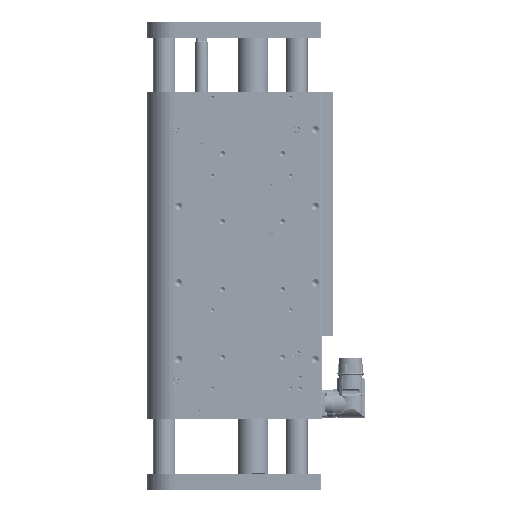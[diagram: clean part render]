
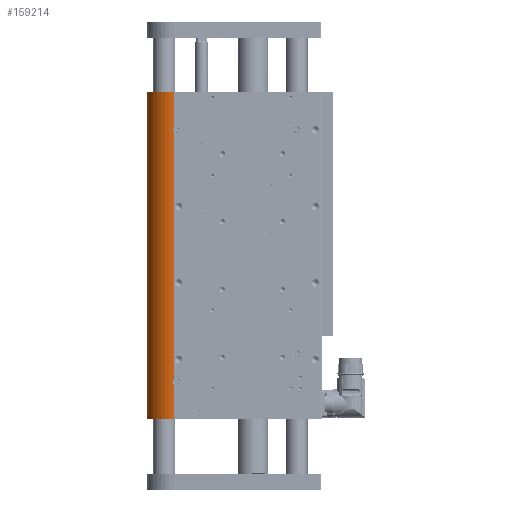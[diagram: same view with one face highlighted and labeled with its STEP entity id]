
A CAD part, left-side view. The second image highlights one B-rep face of the part: STEP entity #159214.
In plain terms, the highlighted cylindrical face has radius 25 mm (diameter 50 mm), a partial arc.
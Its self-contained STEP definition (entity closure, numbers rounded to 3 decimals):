
#1158 = CARTESIAN_POINT ( 'NONE',  ( -24.96, 73.415, 265.155 ) ) ;
#2915 = CARTESIAN_POINT ( 'NONE',  ( -24.958, 73.448, 263.973 ) ) ;
#4668 = B_SPLINE_CURVE_WITH_KNOTS ( 'NONE', 3,
 ( #84249, #109392, #71693, #16330, #70820, #125385, #163818, #2915, #95960, #150397, #57411, #123598, #1158, #112057, #55678, #143167, #50833, #18945, #37447, #155652 ),
 .UNSPECIFIED., .F., .F.,
 ( 4, 2, 2, 2, 2, 2, 2, 2, 2, 4 ),
 ( 0., 0.001, 0.002, 0.003, 0.003, 0.004, 0.004, 0.005, 0.006, 0.006 ),
 .UNSPECIFIED. ) ;
#9766 = ORIENTED_EDGE ( 'NONE', *, *, #114921, .T. ) ;
#11852 = EDGE_LOOP ( 'NONE', ( #74071, #162491, #68180, #88066, #45896, #82882, #173606, #9766 ) ) ;
#14348 = VERTEX_POINT ( 'NONE', #35877 ) ;
#16330 = CARTESIAN_POINT ( 'NONE',  ( -24.988, 72.807, 262.545 ) ) ;
#18945 = CARTESIAN_POINT ( 'NONE',  ( -24.997, 72.441, 266.831 ) ) ;
#25165 = DIRECTION ( 'NONE',  ( 0., 0., 1. ) ) ;
#33733 = DIRECTION ( 'NONE',  ( 0., 0., -1. ) ) ;
#35400 = EDGE_CURVE ( 'NONE', #122030, #95719, #83670, .T. ) ;
#35877 = CARTESIAN_POINT ( 'NONE',  ( -25., 72., 0. ) ) ;
#36409 = DIRECTION ( 'NONE',  ( 1., 0., 0. ) ) ;
#37447 = CARTESIAN_POINT ( 'NONE',  ( -25., 72.23, 266.996 ) ) ;
#37958 = CARTESIAN_POINT ( 'NONE',  ( -24.971, 73.22, 33.218 ) ) ;
#45896 = ORIENTED_EDGE ( 'NONE', *, *, #61938, .T. ) ;
#48281 = AXIS2_PLACEMENT_3D ( 'NONE', #66728, #161494, #36409 ) ;
#49587 = CARTESIAN_POINT ( 'NONE',  ( -25., 72.23, 36.996 ) ) ;
#50091 = VERTEX_POINT ( 'NONE', #129660 ) ;
#50460 = CARTESIAN_POINT ( 'NONE',  ( -24.982, 72.964, 36.244 ) ) ;
#50833 = CARTESIAN_POINT ( 'NONE',  ( -24.988, 72.807, 266.455 ) ) ;
#51373 = CARTESIAN_POINT ( 'NONE',  ( -24.997, 72.441, 36.831 ) ) ;
#51448 = CARTESIAN_POINT ( 'NONE',  ( 0., 72., 299. ) ) ;
#51485 = AXIS2_PLACEMENT_3D ( 'NONE', #93097, #25165, #104786 ) ;
#54455 = LINE ( 'NONE', #123257, #117194 ) ;
#55678 = CARTESIAN_POINT ( 'NONE',  ( -24.97, 73.221, 265.78 ) ) ;
#56743 = VERTEX_POINT ( 'NONE', #156852 ) ;
#57073 = DIRECTION ( 'NONE',  ( 0., 0., -1. ) ) ;
#57411 = CARTESIAN_POINT ( 'NONE',  ( -24.957, 73.473, 264.762 ) ) ;
#60929 = EDGE_CURVE ( 'NONE', #56743, #14348, #146273, .T. ) ;
#61938 = EDGE_CURVE ( 'NONE', #167528, #86564, #54455, .T. ) ;
#66728 = CARTESIAN_POINT ( 'NONE',  ( 0., 72., 0. ) ) ;
#68180 = ORIENTED_EDGE ( 'NONE', *, *, #35400, .F. ) ;
#70820 = CARTESIAN_POINT ( 'NONE',  ( -24.982, 72.963, 262.756 ) ) ;
#71402 = CIRCLE ( 'NONE', #51485, 25. ) ;
#71693 = CARTESIAN_POINT ( 'NONE',  ( -24.997, 72.438, 262.166 ) ) ;
#74036 = CIRCLE ( 'NONE', #48281, 25. ) ;
#74071 = ORIENTED_EDGE ( 'NONE', *, *, #109347, .F. ) ;
#75520 = CARTESIAN_POINT ( 'NONE',  ( -24.97, 73.221, 35.78 ) ) ;
#77517 = EDGE_CURVE ( 'NONE', #86564, #14348, #74036, .T. ) ;
#78136 = CARTESIAN_POINT ( 'NONE',  ( -24.957, 73.473, 34.762 ) ) ;
#79017 = CARTESIAN_POINT ( 'NONE',  ( -24.988, 72.807, 32.545 ) ) ;
#79105 = FACE_OUTER_BOUND ( 'NONE', #11852, .T. ) ;
#81102 = B_SPLINE_CURVE_WITH_KNOTS ( 'NONE', 3,
 ( #99768, #167640, #86288, #79017, #116689, #37958, #119277, #133577, #132691, #170239, #78136, #130955, #91569, #172917, #75520, #50460, #173802, #51373, #49587, #102391 ),
 .UNSPECIFIED., .F., .F.,
 ( 4, 2, 2, 2, 2, 2, 2, 2, 2, 4 ),
 ( 0., 0.001, 0.002, 0.003, 0.003, 0.004, 0.004, 0.005, 0.006, 0.006 ),
 .UNSPECIFIED. ) ;
#82882 = ORIENTED_EDGE ( 'NONE', *, *, #77517, .T. ) ;
#83670 = LINE ( 'NONE', #98018, #98051 ) ;
#84249 = CARTESIAN_POINT ( 'NONE',  ( -25., 72., 261.873 ) ) ;
#86288 = CARTESIAN_POINT ( 'NONE',  ( -24.997, 72.438, 32.166 ) ) ;
#86564 = VERTEX_POINT ( 'NONE', #104368 ) ;
#88066 = ORIENTED_EDGE ( 'NONE', *, *, #125635, .F. ) ;
#91569 = CARTESIAN_POINT ( 'NONE',  ( -24.96, 73.415, 35.155 ) ) ;
#93059 = CARTESIAN_POINT ( 'NONE',  ( -25., 72., 261.873 ) ) ;
#93097 = CARTESIAN_POINT ( 'NONE',  ( 0., 72., 299. ) ) ;
#95719 = VERTEX_POINT ( 'NONE', #166087 ) ;
#95960 = CARTESIAN_POINT ( 'NONE',  ( -24.956, 73.481, 264.239 ) ) ;
#98018 = CARTESIAN_POINT ( 'NONE',  ( -25., 72., 299. ) ) ;
#98051 = VECTOR ( 'NONE', #165893, 1000. ) ;
#99768 = CARTESIAN_POINT ( 'NONE',  ( -25., 72., 31.873 ) ) ;
#100035 = VECTOR ( 'NONE', #140780, 1000. ) ;
#102391 = CARTESIAN_POINT ( 'NONE',  ( -25., 72., 37.127 ) ) ;
#104267 = CYLINDRICAL_SURFACE ( 'NONE', #175862, 25. ) ;
#104368 = CARTESIAN_POINT ( 'NONE',  ( 25., 72., 0. ) ) ;
#104786 = DIRECTION ( 'NONE',  ( 1., 0., 0. ) ) ;
#105243 = CARTESIAN_POINT ( 'NONE',  ( -25., 72., 299. ) ) ;
#106038 = DIRECTION ( 'NONE',  ( -1., 0., 0. ) ) ;
#106917 = DIRECTION ( 'NONE',  ( 0., 0., -1. ) ) ;
#109347 = EDGE_CURVE ( 'NONE', #158032, #50091, #139909, .T. ) ;
#109392 = CARTESIAN_POINT ( 'NONE',  ( -25., 72.229, 262.004 ) ) ;
#112057 = CARTESIAN_POINT ( 'NONE',  ( -24.965, 73.317, 265.537 ) ) ;
#114921 = EDGE_CURVE ( 'NONE', #56743, #50091, #81102, .T. ) ;
#116689 = CARTESIAN_POINT ( 'NONE',  ( -24.982, 72.963, 32.756 ) ) ;
#117194 = VECTOR ( 'NONE', #57073, 1000. ) ;
#119277 = CARTESIAN_POINT ( 'NONE',  ( -24.965, 73.317, 33.464 ) ) ;
#122030 = VERTEX_POINT ( 'NONE', #122509 ) ;
#122509 = CARTESIAN_POINT ( 'NONE',  ( -25., 72., 299. ) ) ;
#123257 = CARTESIAN_POINT ( 'NONE',  ( 25., 72., 299. ) ) ;
#123598 = CARTESIAN_POINT ( 'NONE',  ( -24.958, 73.44, 265.024 ) ) ;
#125385 = CARTESIAN_POINT ( 'NONE',  ( -24.971, 73.22, 263.218 ) ) ;
#125635 = EDGE_CURVE ( 'NONE', #167528, #122030, #71402, .T. ) ;
#129660 = CARTESIAN_POINT ( 'NONE',  ( -25., 72., 37.127 ) ) ;
#130955 = CARTESIAN_POINT ( 'NONE',  ( -24.958, 73.44, 35.024 ) ) ;
#132618 = CARTESIAN_POINT ( 'NONE',  ( 25., 72., 299. ) ) ;
#132691 = CARTESIAN_POINT ( 'NONE',  ( -24.956, 73.481, 34.239 ) ) ;
#133577 = CARTESIAN_POINT ( 'NONE',  ( -24.958, 73.448, 33.973 ) ) ;
#139909 = LINE ( 'NONE', #154166, #100035 ) ;
#140780 = DIRECTION ( 'NONE',  ( 0., 0., -1. ) ) ;
#143167 = CARTESIAN_POINT ( 'NONE',  ( -24.982, 72.964, 266.244 ) ) ;
#146273 = LINE ( 'NONE', #105243, #148160 ) ;
#148160 = VECTOR ( 'NONE', #33733, 1000. ) ;
#150397 = CARTESIAN_POINT ( 'NONE',  ( -24.956, 73.481, 264.632 ) ) ;
#154166 = CARTESIAN_POINT ( 'NONE',  ( -25., 72., 299. ) ) ;
#155652 = CARTESIAN_POINT ( 'NONE',  ( -25., 72., 267.127 ) ) ;
#156852 = CARTESIAN_POINT ( 'NONE',  ( -25., 72., 31.873 ) ) ;
#158032 = VERTEX_POINT ( 'NONE', #93059 ) ;
#159214 = ADVANCED_FACE ( 'NONE', ( #79105 ), #104267, .T. ) ;
#161494 = DIRECTION ( 'NONE',  ( 0., 0., 1. ) ) ;
#162491 = ORIENTED_EDGE ( 'NONE', *, *, #169364, .T. ) ;
#163818 = CARTESIAN_POINT ( 'NONE',  ( -24.965, 73.317, 263.464 ) ) ;
#165893 = DIRECTION ( 'NONE',  ( 0., 0., -1. ) ) ;
#166087 = CARTESIAN_POINT ( 'NONE',  ( -25., 72., 267.127 ) ) ;
#167528 = VERTEX_POINT ( 'NONE', #132618 ) ;
#167640 = CARTESIAN_POINT ( 'NONE',  ( -25., 72.229, 32.004 ) ) ;
#169364 = EDGE_CURVE ( 'NONE', #158032, #95719, #4668, .T. ) ;
#170239 = CARTESIAN_POINT ( 'NONE',  ( -24.956, 73.481, 34.632 ) ) ;
#172917 = CARTESIAN_POINT ( 'NONE',  ( -24.965, 73.317, 35.537 ) ) ;
#173606 = ORIENTED_EDGE ( 'NONE', *, *, #60929, .F. ) ;
#173802 = CARTESIAN_POINT ( 'NONE',  ( -24.988, 72.807, 36.455 ) ) ;
#175862 = AXIS2_PLACEMENT_3D ( 'NONE', #51448, #106917, #106038 ) ;
